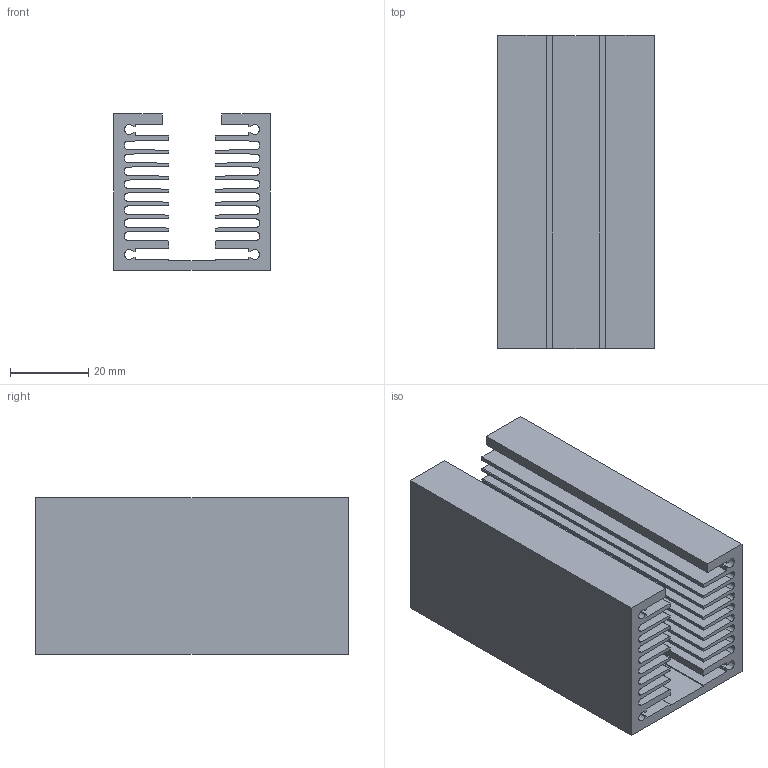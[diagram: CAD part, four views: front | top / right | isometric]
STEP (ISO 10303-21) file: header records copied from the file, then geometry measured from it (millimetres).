
FILE_DESCRIPTION(/* description */ ('Unknown'),/* implementation_level */ '2;1');
FILE_NAME(/* name */ '40x40x80mm',/* time_stamp */ '2019-01-10T11:50:14-05:00',/* author */ ('Unknown'),/* organization */ ('Unknown'),/* preprocessor_version */ 'ST-DEVELOPER v16.7',/* originating_system */ 'DEX',/* authorisation */ $);
FILE_SCHEMA (('AUTOMOTIVE_DESIGN {1 0 10303 214 3 1 1}'));
Length unit declared in the file: millimetre
Products named in the file (1): 40x40x80mm
Bounding box: 40.18 x 80.16 x 40.01 mm (x, y, z)
Volume: 49164.6 mm3; surface area: 54559 mm2
Topology: 1 solids, 21 shells, 343 faces, 903 edges, 602 vertices
Faces by surface type: plane 235, cylinder 68, bspline 40
Entity records: 12405 total; most frequent: CARTESIAN_POINT 4415, ORIENTED_EDGE 1798, DIRECTION 1377, EDGE_CURVE 899, VERTEX_POINT 602, LINE 497, VECTOR 497, AXIS2_PLACEMENT_3D 440
